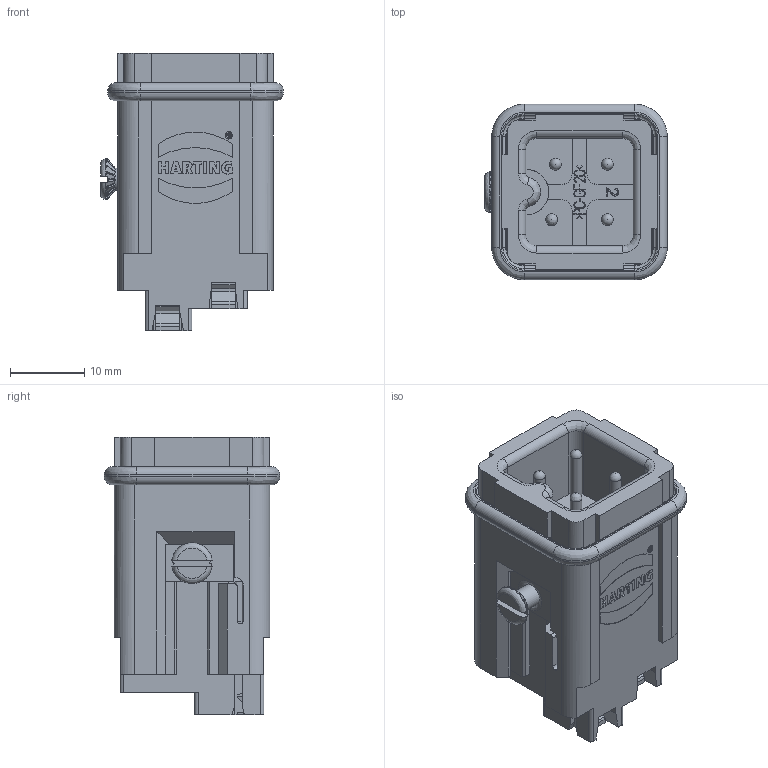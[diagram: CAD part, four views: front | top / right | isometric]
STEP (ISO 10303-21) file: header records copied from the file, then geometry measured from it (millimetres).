
FILE_DESCRIPTION(/* description */ (''),/* implementation_level */ '2;1');
FILE_NAME(/* name */ '100196483ugm000_d.stp',/* time_stamp */ '2017-10-04T07:47:14+02:00',/* author */ (''),/* organization */ (''),/* preprocessor_version */ 'ST-DEVELOPER v16',/* originating_system */ 'SIEMENS PLM Software NX 10.0',/* authorisation */ '');
FILE_SCHEMA (('AUTOMOTIVE_DESIGN { 1 0 10303 214 3 1 1 1 }'));
Length unit declared in the file: millimetre
Products named in the file (1): 100196483ugm000_d
Bounding box: 24.65 x 23.7 x 37.5 mm (x, y, z)
Volume: 9322.5 mm3; surface area: 11423 mm2
Topology: 1 solids, 1 shells, 1120 faces, 3356 edges, 2469 vertices
Faces by surface type: plane 682, cylinder 249, bspline 128, cone 34, extrusion 24, sphere 3
Full cylindrical faces by diameter (mm): 0.671 x1, 0.984 x1, 1.5 x1, 1.585 x6, 1.6 x1, 1.65 x3, 2.3 x4, 3 x1, 3.5 x1, 3.7 x3, 3.8 x4
Entity records: 49841 total; most frequent: CARTESIAN_POINT 13143, ORIENTED_EDGE 6082, DIRECTION 5357, EDGE_CURVE 3041, VECTOR 2101, LINE 2077, VERTEX_POINT 2005, AXIS2_PLACEMENT_3D 1628
